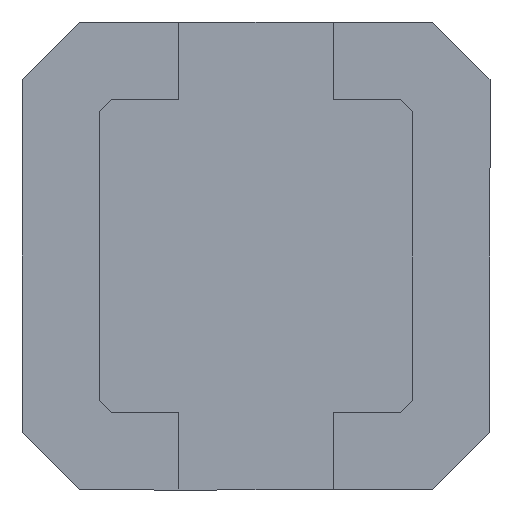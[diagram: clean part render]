
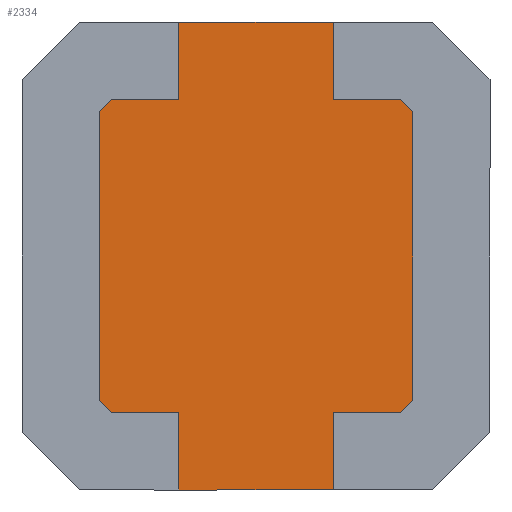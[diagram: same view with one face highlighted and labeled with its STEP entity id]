
A CAD part, front view. The second image highlights one B-rep face of the part: STEP entity #2334.
In plain terms, the highlighted planar face has unit normal (0, -1, 0).
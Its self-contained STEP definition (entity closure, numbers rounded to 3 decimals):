
#75 = VERTEX_POINT ( 'NONE', #1697 ) ;
#77 = VERTEX_POINT ( 'NONE', #2238 ) ;
#122 = VECTOR ( 'NONE', #3241, 1000. ) ;
#187 = VECTOR ( 'NONE', #3483, 1000. ) ;
#191 = LINE ( 'NONE', #2163, #3440 ) ;
#225 = DIRECTION ( 'NONE',  ( -1., 0., 0. ) ) ;
#317 = CARTESIAN_POINT ( 'NONE',  ( 1.874, 0.2, 2.038 ) ) ;
#322 = EDGE_CURVE ( 'NONE', #75, #1122, #2554, .T. ) ;
#330 = EDGE_CURVE ( 'NONE', #1954, #3199, #3547, .T. ) ;
#339 = VECTOR ( 'NONE', #2775, 1000. ) ;
#502 = ORIENTED_EDGE ( 'NONE', *, *, #5175, .F. ) ;
#532 = VERTEX_POINT ( 'NONE', #4214 ) ;
#556 = EDGE_CURVE ( 'NONE', #3199, #4245, #5759, .T. ) ;
#709 = LINE ( 'NONE', #6322, #339 ) ;
#743 = LINE ( 'NONE', #317, #122 ) ;
#771 = VERTEX_POINT ( 'NONE', #2960 ) ;
#899 = DIRECTION ( 'NONE',  ( 0.707, 0., 0.707 ) ) ;
#945 = LINE ( 'NONE', #2970, #5185 ) ;
#1034 = VECTOR ( 'NONE', #4563, 1000. ) ;
#1045 = DIRECTION ( 'NONE',  ( 0., 0., 1. ) ) ;
#1122 = VERTEX_POINT ( 'NONE', #2611 ) ;
#1155 = CARTESIAN_POINT ( 'NONE',  ( 2.038, 0.2, -1.874 ) ) ;
#1169 = VERTEX_POINT ( 'NONE', #4118 ) ;
#1242 = CARTESIAN_POINT ( 'NONE',  ( -1., 0.2, 2.038 ) ) ;
#1322 = CARTESIAN_POINT ( 'NONE',  ( 1., 0.2, 3.038 ) ) ;
#1334 = CARTESIAN_POINT ( 'NONE',  ( -1., 0.2, 3.038 ) ) ;
#1445 = CARTESIAN_POINT ( 'NONE',  ( -1., 0.2, -3.038 ) ) ;
#1467 = VECTOR ( 'NONE', #3257, 1000. ) ;
#1475 = EDGE_CURVE ( 'NONE', #3089, #3781, #2205, .T. ) ;
#1546 = ORIENTED_EDGE ( 'NONE', *, *, #556, .F. ) ;
#1652 = CARTESIAN_POINT ( 'NONE',  ( 1., 0.2, -2.038 ) ) ;
#1664 = CARTESIAN_POINT ( 'NONE',  ( -1., 0.2, 3.038 ) ) ;
#1697 = CARTESIAN_POINT ( 'NONE',  ( 2.038, 0.2, 1.874 ) ) ;
#1743 = VERTEX_POINT ( 'NONE', #2312 ) ;
#1787 = VECTOR ( 'NONE', #5578, 1000. ) ;
#1805 = CARTESIAN_POINT ( 'NONE',  ( 1., 0.2, -3.038 ) ) ;
#1814 = VECTOR ( 'NONE', #899, 1000. ) ;
#1954 = VERTEX_POINT ( 'NONE', #1978 ) ;
#1978 = CARTESIAN_POINT ( 'NONE',  ( 1.874, 0.2, -2.038 ) ) ;
#1999 = LINE ( 'NONE', #6452, #2555 ) ;
#2011 = EDGE_CURVE ( 'NONE', #4635, #6179, #2673, .T. ) ;
#2079 = ORIENTED_EDGE ( 'NONE', *, *, #4622, .F. ) ;
#2146 = EDGE_CURVE ( 'NONE', #532, #771, #1999, .T. ) ;
#2147 = EDGE_CURVE ( 'NONE', #3679, #4245, #945, .T. ) ;
#2163 = CARTESIAN_POINT ( 'NONE',  ( 1., 0.2, 2.038 ) ) ;
#2205 = LINE ( 'NONE', #1334, #1467 ) ;
#2238 = CARTESIAN_POINT ( 'NONE',  ( -2.038, 0.2, -1.874 ) ) ;
#2267 = LINE ( 'NONE', #6264, #1814 ) ;
#2297 = DIRECTION ( 'NONE',  ( -0.707, 0., 0.707 ) ) ;
#2312 = CARTESIAN_POINT ( 'NONE',  ( 1.874, 0.2, 2.038 ) ) ;
#2334 = ADVANCED_FACE ( 'NONE', ( #5760 ), #5796, .F. ) ;
#2468 = ORIENTED_EDGE ( 'NONE', *, *, #2147, .T. ) ;
#2554 = LINE ( 'NONE', #6471, #187 ) ;
#2555 = VECTOR ( 'NONE', #5919, 1000. ) ;
#2558 = ORIENTED_EDGE ( 'NONE', *, *, #4642, .F. ) ;
#2568 = ORIENTED_EDGE ( 'NONE', *, *, #5749, .F. ) ;
#2571 = CARTESIAN_POINT ( 'NONE',  ( -1.874, 0.2, -2.038 ) ) ;
#2573 = EDGE_CURVE ( 'NONE', #1122, #1954, #6135, .T. ) ;
#2611 = CARTESIAN_POINT ( 'NONE',  ( 2.038, 0.2, -1.874 ) ) ;
#2673 = LINE ( 'NONE', #1652, #4459 ) ;
#2754 = EDGE_CURVE ( 'NONE', #4474, #1169, #2267, .T. ) ;
#2775 = DIRECTION ( 'NONE',  ( -1., 0., 0. ) ) ;
#2958 = EDGE_LOOP ( 'NONE', ( #5771, #2558, #4325, #3035, #4991, #4090, #2568, #2468, #1546, #5637, #5673, #5846, #502, #2079, #5519, #5510 ) ) ;
#2960 = CARTESIAN_POINT ( 'NONE',  ( 1., 0.2, 2.038 ) ) ;
#2970 = CARTESIAN_POINT ( 'NONE',  ( -3.038, 0.2, -3.038 ) ) ;
#3035 = ORIENTED_EDGE ( 'NONE', *, *, #4912, .F. ) ;
#3078 = CARTESIAN_POINT ( 'NONE',  ( -1., 0.2, -2.038 ) ) ;
#3089 = VERTEX_POINT ( 'NONE', #3936 ) ;
#3148 = DIRECTION ( 'NONE',  ( 0., 0., -1. ) ) ;
#3188 = DIRECTION ( 'NONE',  ( -0.707, 0., -0.707 ) ) ;
#3199 = VERTEX_POINT ( 'NONE', #5559 ) ;
#3241 = DIRECTION ( 'NONE',  ( 0.707, 0., -0.707 ) ) ;
#3257 = DIRECTION ( 'NONE',  ( 0., 0., -1. ) ) ;
#3347 = VECTOR ( 'NONE', #2297, 1000. ) ;
#3440 = VECTOR ( 'NONE', #6152, 1000. ) ;
#3483 = DIRECTION ( 'NONE',  ( 0., 0., -1. ) ) ;
#3547 = LINE ( 'NONE', #5486, #1034 ) ;
#3566 = LINE ( 'NONE', #4641, #1787 ) ;
#3595 = LINE ( 'NONE', #4007, #3986 ) ;
#3675 = VECTOR ( 'NONE', #5255, 1000. ) ;
#3679 = VERTEX_POINT ( 'NONE', #1445 ) ;
#3781 = VERTEX_POINT ( 'NONE', #1242 ) ;
#3936 = CARTESIAN_POINT ( 'NONE',  ( -1., 0.2, 3.038 ) ) ;
#3937 = VECTOR ( 'NONE', #3148, 1000. ) ;
#3986 = VECTOR ( 'NONE', #1045, 1000. ) ;
#3999 = DIRECTION ( 'NONE',  ( 1., 0., 0. ) ) ;
#4007 = CARTESIAN_POINT ( 'NONE',  ( -2.038, 0.2, 3.038 ) ) ;
#4090 = ORIENTED_EDGE ( 'NONE', *, *, #2011, .F. ) ;
#4118 = CARTESIAN_POINT ( 'NONE',  ( -1.874, 0.2, 2.038 ) ) ;
#4214 = CARTESIAN_POINT ( 'NONE',  ( 1., 0.2, 3.038 ) ) ;
#4224 = VECTOR ( 'NONE', #3188, 1000. ) ;
#4245 = VERTEX_POINT ( 'NONE', #1805 ) ;
#4265 = AXIS2_PLACEMENT_3D ( 'NONE', #5241, #5308, #4749 ) ;
#4325 = ORIENTED_EDGE ( 'NONE', *, *, #2754, .F. ) ;
#4365 = EDGE_CURVE ( 'NONE', #6179, #77, #4750, .T. ) ;
#4459 = VECTOR ( 'NONE', #225, 1000. ) ;
#4474 = VERTEX_POINT ( 'NONE', #6359 ) ;
#4563 = DIRECTION ( 'NONE',  ( -1., 0., 0. ) ) ;
#4622 = EDGE_CURVE ( 'NONE', #771, #1743, #3566, .T. ) ;
#4635 = VERTEX_POINT ( 'NONE', #3078 ) ;
#4641 = CARTESIAN_POINT ( 'NONE',  ( 1., 0.2, 2.038 ) ) ;
#4642 = EDGE_CURVE ( 'NONE', #1169, #3781, #191, .T. ) ;
#4702 = EDGE_CURVE ( 'NONE', #532, #3089, #709, .T. ) ;
#4749 = DIRECTION ( 'NONE',  ( 0., 0., 1. ) ) ;
#4750 = LINE ( 'NONE', #5345, #3347 ) ;
#4912 = EDGE_CURVE ( 'NONE', #77, #4474, #3595, .T. ) ;
#4991 = ORIENTED_EDGE ( 'NONE', *, *, #4365, .F. ) ;
#5175 = EDGE_CURVE ( 'NONE', #1743, #75, #743, .T. ) ;
#5185 = VECTOR ( 'NONE', #3999, 1000. ) ;
#5241 = CARTESIAN_POINT ( 'NONE',  ( 1., 0.2, 3.038 ) ) ;
#5255 = DIRECTION ( 'NONE',  ( 0., 0., 1. ) ) ;
#5308 = DIRECTION ( 'NONE',  ( 0., 1., 0. ) ) ;
#5345 = CARTESIAN_POINT ( 'NONE',  ( -1.874, 0.2, -2.038 ) ) ;
#5486 = CARTESIAN_POINT ( 'NONE',  ( 1., 0.2, -2.038 ) ) ;
#5510 = ORIENTED_EDGE ( 'NONE', *, *, #4702, .T. ) ;
#5519 = ORIENTED_EDGE ( 'NONE', *, *, #2146, .F. ) ;
#5559 = CARTESIAN_POINT ( 'NONE',  ( 1., 0.2, -2.038 ) ) ;
#5578 = DIRECTION ( 'NONE',  ( 1., 0., 0. ) ) ;
#5637 = ORIENTED_EDGE ( 'NONE', *, *, #330, .F. ) ;
#5673 = ORIENTED_EDGE ( 'NONE', *, *, #2573, .F. ) ;
#5749 = EDGE_CURVE ( 'NONE', #3679, #4635, #6168, .T. ) ;
#5759 = LINE ( 'NONE', #1322, #3937 ) ;
#5760 = FACE_OUTER_BOUND ( 'NONE', #2958, .T. ) ;
#5771 = ORIENTED_EDGE ( 'NONE', *, *, #1475, .T. ) ;
#5796 = PLANE ( 'NONE',  #4265 ) ;
#5846 = ORIENTED_EDGE ( 'NONE', *, *, #322, .F. ) ;
#5919 = DIRECTION ( 'NONE',  ( 0., 0., -1. ) ) ;
#6135 = LINE ( 'NONE', #1155, #4224 ) ;
#6152 = DIRECTION ( 'NONE',  ( 1., 0., 0. ) ) ;
#6168 = LINE ( 'NONE', #1664, #3675 ) ;
#6179 = VERTEX_POINT ( 'NONE', #2571 ) ;
#6264 = CARTESIAN_POINT ( 'NONE',  ( -2.038, 0.2, 1.874 ) ) ;
#6322 = CARTESIAN_POINT ( 'NONE',  ( -3.038, 0.2, 3.038 ) ) ;
#6359 = CARTESIAN_POINT ( 'NONE',  ( -2.038, 0.2, 1.874 ) ) ;
#6452 = CARTESIAN_POINT ( 'NONE',  ( 1., 0.2, 3.038 ) ) ;
#6471 = CARTESIAN_POINT ( 'NONE',  ( 2.038, 0.2, 3.038 ) ) ;
